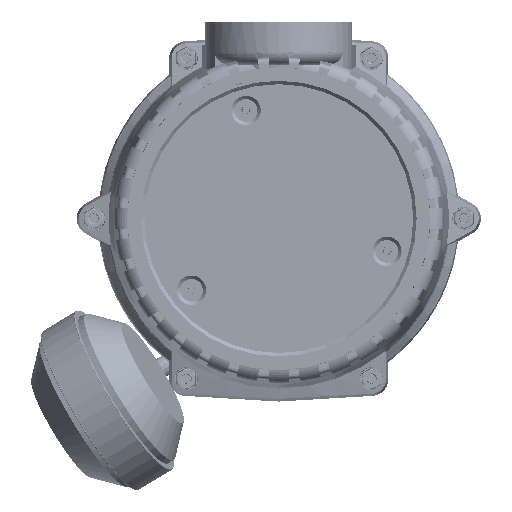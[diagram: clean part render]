
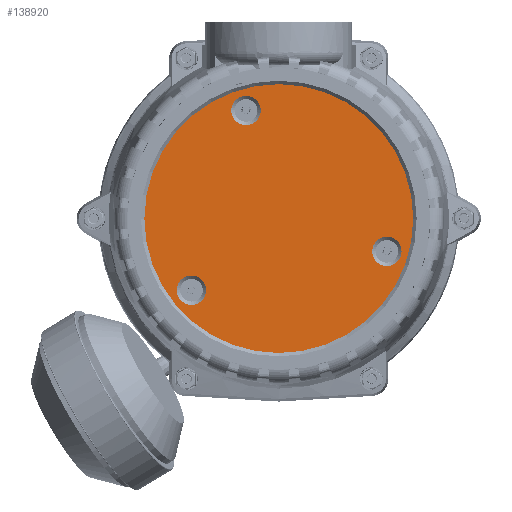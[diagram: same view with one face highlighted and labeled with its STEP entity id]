
A CAD part, front view. The second image highlights one B-rep face of the part: STEP entity #138920.
In plain terms, the highlighted planar face has unit normal (0, -1, 0).
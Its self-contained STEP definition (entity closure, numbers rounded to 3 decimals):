
#6101 = VERTEX_POINT ( 'NONE', #48822 ) ;
#9558 = CIRCLE ( 'NONE', #136644, 6.5 ) ;
#11714 = CIRCLE ( 'NONE', #41456, 6.5 ) ;
#13302 = CARTESIAN_POINT ( 'NONE',  ( 0., -72.8, -59.5 ) ) ;
#18863 = CARTESIAN_POINT ( 'NONE',  ( -38.651, -72.8, -25.22 ) ) ;
#20174 = DIRECTION ( 'NONE',  ( 0., 1., 0. ) ) ;
#20188 = DIRECTION ( 'NONE',  ( 0., -1., 0. ) ) ;
#21044 = DIRECTION ( 'NONE',  ( 0., 0., -1. ) ) ;
#21185 = DIRECTION ( 'NONE',  ( 0., -1., 0. ) ) ;
#21827 = DIRECTION ( 'NONE',  ( 0., 0., 1. ) ) ;
#27077 = EDGE_CURVE ( 'NONE', #6101, #87073, #147065, .T. ) ;
#27985 = ORIENTED_EDGE ( 'NONE', *, *, #62706, .T. ) ;
#29362 = CARTESIAN_POINT ( 'NONE',  ( -38.651, -72.8, -38.22 ) ) ;
#29451 = CIRCLE ( 'NONE', #51089, 6.5 ) ;
#32656 = ORIENTED_EDGE ( 'NONE', *, *, #123215, .F. ) ;
#34280 = CARTESIAN_POINT ( 'NONE',  ( -14.514, -72.8, 54.347 ) ) ;
#34341 = CARTESIAN_POINT ( 'NONE',  ( -38.651, -72.8, -31.72 ) ) ;
#34484 = CIRCLE ( 'NONE', #56181, 59.5 ) ;
#37435 = CIRCLE ( 'NONE', #110389, 59.5 ) ;
#37549 = DIRECTION ( 'NONE',  ( 0., -1., 0. ) ) ;
#39324 = CIRCLE ( 'NONE', #152754, 6.5 ) ;
#39821 = ORIENTED_EDGE ( 'NONE', *, *, #92887, .F. ) ;
#41456 = AXIS2_PLACEMENT_3D ( 'NONE', #88684, #74328, #166517 ) ;
#43879 = CARTESIAN_POINT ( 'NONE',  ( -14.514, -72.8, 47.847 ) ) ;
#48822 = CARTESIAN_POINT ( 'NONE',  ( 47.847, -72.8, -8.014 ) ) ;
#51089 = AXIS2_PLACEMENT_3D ( 'NONE', #161521, #20188, #82864 ) ;
#52886 = AXIS2_PLACEMENT_3D ( 'NONE', #34341, #83491, #162984 ) ;
#53339 = EDGE_CURVE ( 'NONE', #152457, #166558, #29451, .T. ) ;
#56181 = AXIS2_PLACEMENT_3D ( 'NONE', #155169, #37549, #113746 ) ;
#56455 = CARTESIAN_POINT ( 'NONE',  ( 0., -72.8, 59.5 ) ) ;
#58373 = VERTEX_POINT ( 'NONE', #13302 ) ;
#59567 = ORIENTED_EDGE ( 'NONE', *, *, #27077, .F. ) ;
#62706 = EDGE_CURVE ( 'NONE', #58373, #65409, #37435, .T. ) ;
#65409 = VERTEX_POINT ( 'NONE', #56455 ) ;
#68467 = DIRECTION ( 'NONE',  ( 0., 0., -1. ) ) ;
#69715 = AXIS2_PLACEMENT_3D ( 'NONE', #112388, #20174, #21827 ) ;
#73211 = EDGE_LOOP ( 'NONE', ( #27985, #141176 ) ) ;
#74328 = DIRECTION ( 'NONE',  ( 0., -1., 0. ) ) ;
#82864 = DIRECTION ( 'NONE',  ( 0., 0., -1. ) ) ;
#83491 = DIRECTION ( 'NONE',  ( 0., -1., 0. ) ) ;
#83735 = CARTESIAN_POINT ( 'NONE',  ( -14.514, -72.8, 41.347 ) ) ;
#87073 = VERTEX_POINT ( 'NONE', #88577 ) ;
#87813 = PLANE ( 'NONE',  #69715 ) ;
#88577 = CARTESIAN_POINT ( 'NONE',  ( 47.847, -72.8, -21.014 ) ) ;
#88684 = CARTESIAN_POINT ( 'NONE',  ( 47.847, -72.8, -14.514 ) ) ;
#91227 = EDGE_LOOP ( 'NONE', ( #39821, #134504 ) ) ;
#91277 = EDGE_CURVE ( 'NONE', #115587, #102728, #39324, .T. ) ;
#92887 = EDGE_CURVE ( 'NONE', #166558, #152457, #109626, .T. ) ;
#93558 = EDGE_LOOP ( 'NONE', ( #156040, #108155 ) ) ;
#93839 = DIRECTION ( 'NONE',  ( 0., -1., 0. ) ) ;
#101560 = DIRECTION ( 'NONE',  ( 0., 0., -1. ) ) ;
#102168 = EDGE_CURVE ( 'NONE', #102728, #115587, #9558, .T. ) ;
#102728 = VERTEX_POINT ( 'NONE', #34280 ) ;
#107418 = FACE_BOUND ( 'NONE', #115797, .T. ) ;
#108155 = ORIENTED_EDGE ( 'NONE', *, *, #102168, .F. ) ;
#109626 = CIRCLE ( 'NONE', #52886, 6.5 ) ;
#110389 = AXIS2_PLACEMENT_3D ( 'NONE', #150200, #138319, #162052 ) ;
#112388 = CARTESIAN_POINT ( 'NONE',  ( -148.42, -72.8, 79.332 ) ) ;
#113746 = DIRECTION ( 'NONE',  ( 0., 0., -1. ) ) ;
#115587 = VERTEX_POINT ( 'NONE', #83735 ) ;
#115797 = EDGE_LOOP ( 'NONE', ( #32656, #59567 ) ) ;
#120954 = FACE_BOUND ( 'NONE', #93558, .T. ) ;
#123215 = EDGE_CURVE ( 'NONE', #87073, #6101, #11714, .T. ) ;
#134504 = ORIENTED_EDGE ( 'NONE', *, *, #53339, .F. ) ;
#136644 = AXIS2_PLACEMENT_3D ( 'NONE', #43879, #93839, #68467 ) ;
#138319 = DIRECTION ( 'NONE',  ( 0., -1., 0. ) ) ;
#138920 = ADVANCED_FACE ( 'NONE', ( #107418, #159016, #120954, #150479 ), #87813, .F. ) ;
#139496 = CARTESIAN_POINT ( 'NONE',  ( 47.847, -72.8, -14.514 ) ) ;
#141176 = ORIENTED_EDGE ( 'NONE', *, *, #144433, .T. ) ;
#144433 = EDGE_CURVE ( 'NONE', #65409, #58373, #34484, .T. ) ;
#147065 = CIRCLE ( 'NONE', #149837, 6.5 ) ;
#149837 = AXIS2_PLACEMENT_3D ( 'NONE', #139496, #152198, #21044 ) ;
#150200 = CARTESIAN_POINT ( 'NONE',  ( 0., -72.8, 0. ) ) ;
#150479 = FACE_OUTER_BOUND ( 'NONE', #73211, .T. ) ;
#151500 = CARTESIAN_POINT ( 'NONE',  ( -14.514, -72.8, 47.847 ) ) ;
#152198 = DIRECTION ( 'NONE',  ( 0., -1., 0. ) ) ;
#152457 = VERTEX_POINT ( 'NONE', #18863 ) ;
#152754 = AXIS2_PLACEMENT_3D ( 'NONE', #151500, #21185, #101560 ) ;
#155169 = CARTESIAN_POINT ( 'NONE',  ( 0., -72.8, 0. ) ) ;
#156040 = ORIENTED_EDGE ( 'NONE', *, *, #91277, .F. ) ;
#159016 = FACE_BOUND ( 'NONE', #91227, .T. ) ;
#161521 = CARTESIAN_POINT ( 'NONE',  ( -38.651, -72.8, -31.72 ) ) ;
#162052 = DIRECTION ( 'NONE',  ( 0., 0., -1. ) ) ;
#162984 = DIRECTION ( 'NONE',  ( 0., 0., -1. ) ) ;
#166517 = DIRECTION ( 'NONE',  ( 0., 0., -1. ) ) ;
#166558 = VERTEX_POINT ( 'NONE', #29362 ) ;
